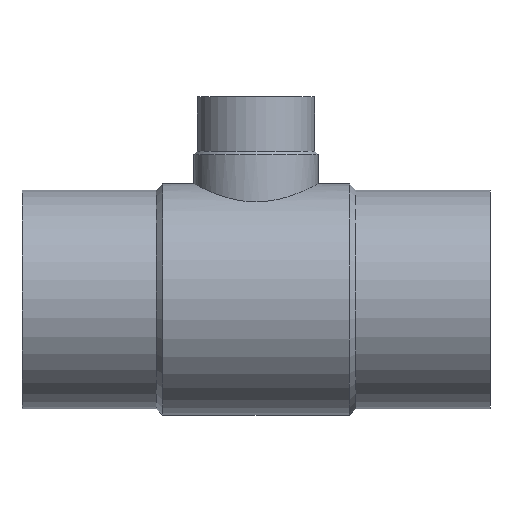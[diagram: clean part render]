
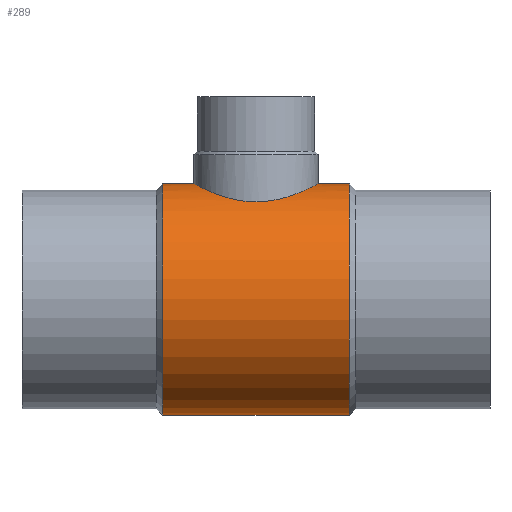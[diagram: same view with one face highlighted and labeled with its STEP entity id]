
A CAD part, top view. The second image highlights one B-rep face of the part: STEP entity #289.
In plain terms, the highlighted cylindrical face has radius 74.15 mm (diameter 148.3 mm), a partial arc.
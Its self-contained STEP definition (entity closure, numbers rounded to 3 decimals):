
#155 = VERTEX_POINT( '', #385 );
#167 = EDGE_CURVE( '', #155, #211, #398, .T. );
#191 = EDGE_CURVE( '', #193, #261, #425, .T. );
#193 = VERTEX_POINT( '', #427 );
#197 = VERTEX_POINT( '', #432 );
#211 = VERTEX_POINT( '', #447 );
#213 = VERTEX_POINT( '', #449 );
#217 = EDGE_CURVE( '', #213, #193, #454, .T. );
#261 = VERTEX_POINT( '', #504 );
#289 = ADVANCED_FACE( '', ( #534 ), #535, .T. );
#313 = EDGE_CURVE( '', #261, #211, #565, .T. );
#321 = EDGE_CURVE( '', #197, #213, #573, .T. );
#329 = EDGE_CURVE( '', #155, #197, #582, .T. );
#385 = CARTESIAN_POINT( '', ( -209.85, -74.15, 0. ) );
#398 = CIRCLE( '', #652, 74.15 );
#425 = B_SPLINE_CURVE_WITH_KNOTS( '', 3, ( #785, #786, #787, #788, #789, #790, #791, #792, #793, #794, #795, #796, #797, #798, #799, #800, #801, #802, #803, #804, #805, #806, #807, #808, #809, #810, #811, #812, #813, #814, #815, #816, #817, #818, #819, #820, #821, #822, #823, #824, #825, #826, #827, #828, #829, #830, #831, #832, #833, #834, #835, #836, #837, #838, #839, #840, #841, #842, #843, #844, #845, #846, #847, #848, #849, #850 ), .UNSPECIFIED., .F., .F., ( 4, 2, 2, 2, 2, 2, 2, 2, 2, 2, 2, 2, 2, 2, 2, 2, 2, 2, 2, 2, 2, 2, 2, 2, 2, 2, 2, 2, 2, 2, 2, 2, 4 ), ( 61.335, 65.161, 68.987, 72.813, 76.639, 80.466, 84.292, 88.118, 91.944, 95.785, 99.625, 103.466, 107.307, 111.147, 114.988, 118.829, 122.669, 126.51, 130.35, 134.191, 138.032, 141.872, 145.713, 149.554, 153.394, 157.22, 161.047, 164.873, 168.699, 172.525, 176.351, 180.178, 184.004 ), .UNSPECIFIED. );
#427 = CARTESIAN_POINT( '', ( -110.25, 74.15, 0. ) );
#432 = CARTESIAN_POINT( '', ( -90.15, -74.15, 0. ) );
#447 = CARTESIAN_POINT( '', ( -209.85, 74.15, 0. ) );
#449 = CARTESIAN_POINT( '', ( -90.15, 74.15, 0. ) );
#454 = LINE( '', #916, #917 );
#504 = CARTESIAN_POINT( '', ( -189.75, 74.15, 0. ) );
#534 = FACE_OUTER_BOUND( '', #1091, .T. );
#535 = CYLINDRICAL_SURFACE( '', #1092, 74.15 );
#565 = LINE( '', #1132, #1133 );
#573 = CIRCLE( '', #1144, 74.15 );
#582 = LINE( '', #1154, #1155 );
#652 = AXIS2_PLACEMENT_3D( '', #1215, #1216, #1217 );
#785 = CARTESIAN_POINT( '', ( -110.25, 74.15, 0. ) );
#786 = CARTESIAN_POINT( '', ( -110.25, 74.15, 1.275 ) );
#787 = CARTESIAN_POINT( '', ( -110.312, 74.117, 2.569 ) );
#788 = CARTESIAN_POINT( '', ( -110.565, 73.981, 5.165 ) );
#789 = CARTESIAN_POINT( '', ( -110.758, 73.879, 6.468 ) );
#790 = CARTESIAN_POINT( '', ( -111.274, 73.606, 9.059 ) );
#791 = CARTESIAN_POINT( '', ( -111.598, 73.436, 10.348 ) );
#792 = CARTESIAN_POINT( '', ( -112.373, 73.033, 12.887 ) );
#793 = CARTESIAN_POINT( '', ( -112.825, 72.801, 14.137 ) );
#794 = CARTESIAN_POINT( '', ( -113.848, 72.284, 16.579 ) );
#795 = CARTESIAN_POINT( '', ( -114.42, 71.999, 17.771 ) );
#796 = CARTESIAN_POINT( '', ( -115.67, 71.389, 20.081 ) );
#797 = CARTESIAN_POINT( '', ( -116.35, 71.064, 21.199 ) );
#798 = CARTESIAN_POINT( '', ( -117.8, 70.389, 23.343 ) );
#799 = CARTESIAN_POINT( '', ( -118.571, 70.039, 24.369 ) );
#800 = CARTESIAN_POINT( '', ( -120.184, 69.33, 26.318 ) );
#801 = CARTESIAN_POINT( '', ( -121.026, 68.971, 27.241 ) );
#802 = CARTESIAN_POINT( '', ( -122.762, 68.26, 28.977 ) );
#803 = CARTESIAN_POINT( '', ( -123.687, 67.895, 29.821 ) );
#804 = CARTESIAN_POINT( '', ( -125.64, 67.162, 31.436 ) );
#805 = CARTESIAN_POINT( '', ( -126.667, 66.795, 32.207 ) );
#806 = CARTESIAN_POINT( '', ( -128.81, 66.077, 33.656 ) );
#807 = CARTESIAN_POINT( '', ( -129.926, 65.726, 34.334 ) );
#808 = CARTESIAN_POINT( '', ( -132.233, 65.059, 35.582 ) );
#809 = CARTESIAN_POINT( '', ( -133.423, 64.742, 36.153 ) );
#810 = CARTESIAN_POINT( '', ( -135.86, 64.162, 37.173 ) );
#811 = CARTESIAN_POINT( '', ( -137.108, 63.897, 37.625 ) );
#812 = CARTESIAN_POINT( '', ( -139.643, 63.434, 38.4 ) );
#813 = CARTESIAN_POINT( '', ( -140.93, 63.236, 38.724 ) );
#814 = CARTESIAN_POINT( '', ( -143.52, 62.917, 39.24 ) );
#815 = CARTESIAN_POINT( '', ( -144.823, 62.795, 39.433 ) );
#816 = CARTESIAN_POINT( '', ( -147.423, 62.635, 39.688 ) );
#817 = CARTESIAN_POINT( '', ( -148.72, 62.595, 39.75 ) );
#818 = CARTESIAN_POINT( '', ( -151.28, 62.595, 39.75 ) );
#819 = CARTESIAN_POINT( '', ( -152.577, 62.635, 39.688 ) );
#820 = CARTESIAN_POINT( '', ( -155.177, 62.795, 39.433 ) );
#821 = CARTESIAN_POINT( '', ( -156.48, 62.917, 39.24 ) );
#822 = CARTESIAN_POINT( '', ( -159.07, 63.236, 38.724 ) );
#823 = CARTESIAN_POINT( '', ( -160.357, 63.434, 38.4 ) );
#824 = CARTESIAN_POINT( '', ( -162.892, 63.897, 37.625 ) );
#825 = CARTESIAN_POINT( '', ( -164.14, 64.162, 37.173 ) );
#826 = CARTESIAN_POINT( '', ( -166.577, 64.742, 36.153 ) );
#827 = CARTESIAN_POINT( '', ( -167.767, 65.059, 35.582 ) );
#828 = CARTESIAN_POINT( '', ( -170.074, 65.726, 34.334 ) );
#829 = CARTESIAN_POINT( '', ( -171.19, 66.077, 33.656 ) );
#830 = CARTESIAN_POINT( '', ( -173.333, 66.795, 32.207 ) );
#831 = CARTESIAN_POINT( '', ( -174.36, 67.162, 31.436 ) );
#832 = CARTESIAN_POINT( '', ( -176.313, 67.895, 29.821 ) );
#833 = CARTESIAN_POINT( '', ( -177.238, 68.26, 28.977 ) );
#834 = CARTESIAN_POINT( '', ( -178.974, 68.971, 27.241 ) );
#835 = CARTESIAN_POINT( '', ( -179.816, 69.33, 26.318 ) );
#836 = CARTESIAN_POINT( '', ( -181.429, 70.039, 24.369 ) );
#837 = CARTESIAN_POINT( '', ( -182.2, 70.389, 23.343 ) );
#838 = CARTESIAN_POINT( '', ( -183.65, 71.064, 21.199 ) );
#839 = CARTESIAN_POINT( '', ( -184.33, 71.389, 20.081 ) );
#840 = CARTESIAN_POINT( '', ( -185.58, 71.999, 17.771 ) );
#841 = CARTESIAN_POINT( '', ( -186.152, 72.284, 16.579 ) );
#842 = CARTESIAN_POINT( '', ( -187.175, 72.801, 14.137 ) );
#843 = CARTESIAN_POINT( '', ( -187.627, 73.033, 12.887 ) );
#844 = CARTESIAN_POINT( '', ( -188.402, 73.436, 10.348 ) );
#845 = CARTESIAN_POINT( '', ( -188.726, 73.606, 9.059 ) );
#846 = CARTESIAN_POINT( '', ( -189.242, 73.879, 6.468 ) );
#847 = CARTESIAN_POINT( '', ( -189.435, 73.981, 5.165 ) );
#848 = CARTESIAN_POINT( '', ( -189.688, 74.117, 2.569 ) );
#849 = CARTESIAN_POINT( '', ( -189.75, 74.15, 1.275 ) );
#850 = CARTESIAN_POINT( '', ( -189.75, 74.15, 0. ) );
#916 = CARTESIAN_POINT( '', ( -150., 74.15, 0. ) );
#917 = VECTOR( '', #1286, 1. );
#1091 = EDGE_LOOP( '', ( #1377, #1378, #1379, #1380, #1381, #1382 ) );
#1092 = AXIS2_PLACEMENT_3D( '', #1383, #1384, #1385 );
#1132 = CARTESIAN_POINT( '', ( -150., 74.15, 0. ) );
#1133 = VECTOR( '', #1434, 1. );
#1144 = AXIS2_PLACEMENT_3D( '', #1436, #1437, #1438 );
#1154 = CARTESIAN_POINT( '', ( -150., -74.15, 0. ) );
#1155 = VECTOR( '', #1451, 1. );
#1215 = CARTESIAN_POINT( '', ( -209.85, 0., 0. ) );
#1216 = DIRECTION( '', ( -1., 0., 0. ) );
#1217 = DIRECTION( '', ( 0., 1., 0. ) );
#1286 = DIRECTION( '', ( -1., 0., 0. ) );
#1377 = ORIENTED_EDGE( '', *, *, #217, .T. );
#1378 = ORIENTED_EDGE( '', *, *, #191, .T. );
#1379 = ORIENTED_EDGE( '', *, *, #313, .T. );
#1380 = ORIENTED_EDGE( '', *, *, #167, .F. );
#1381 = ORIENTED_EDGE( '', *, *, #329, .T. );
#1382 = ORIENTED_EDGE( '', *, *, #321, .T. );
#1383 = CARTESIAN_POINT( '', ( -150., 0., 0. ) );
#1384 = DIRECTION( '', ( 1., 0., 0. ) );
#1385 = DIRECTION( '', ( 0., 1., 0. ) );
#1434 = DIRECTION( '', ( -1., 0., 0. ) );
#1436 = CARTESIAN_POINT( '', ( -90.15, 0., 0. ) );
#1437 = DIRECTION( '', ( -1., 0., 0. ) );
#1438 = DIRECTION( '', ( 0., 1., 0. ) );
#1451 = DIRECTION( '', ( 1., 0., 0. ) );
